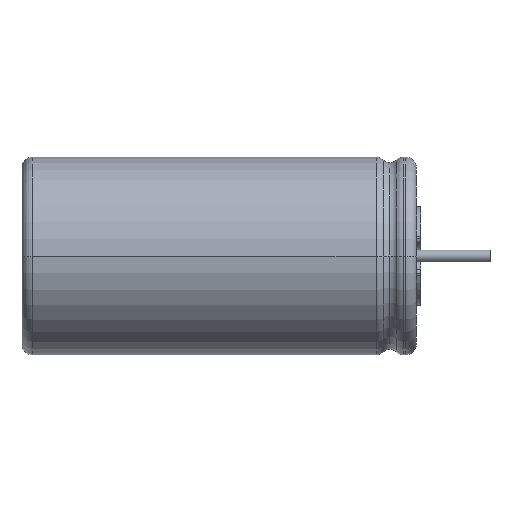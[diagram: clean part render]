
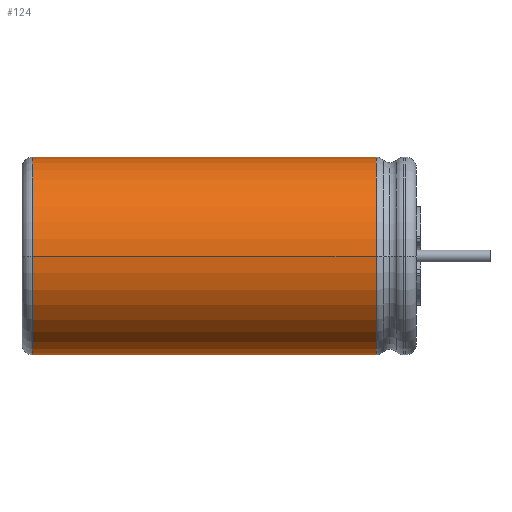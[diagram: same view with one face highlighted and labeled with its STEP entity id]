
A CAD part, left-side view. The second image highlights one B-rep face of the part: STEP entity #124.
In plain terms, the highlighted cylindrical face has radius 5.025 mm (diameter 10.051 mm), a partial arc.
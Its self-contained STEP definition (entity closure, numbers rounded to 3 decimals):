
#124 = ADVANCED_FACE ( 'NONE', ( #4225 ), #1020, .T. ) ;
#329 = LINE ( 'NONE', #2463, #3389 ) ;
#416 = VECTOR ( 'NONE', #4394, 1000. ) ;
#827 = CIRCLE ( 'NONE', #2132, 5.025 ) ;
#1020 = CYLINDRICAL_SURFACE ( 'NONE', #3546, 5.025 ) ;
#1055 = CIRCLE ( 'NONE', #4327, 5.025 ) ;
#1141 = ORIENTED_EDGE ( 'NONE', *, *, #3898, .F. ) ;
#1154 = VERTEX_POINT ( 'NONE', #2227 ) ;
#1234 = DIRECTION ( 'NONE',  ( 1., 0., 0. ) ) ;
#1262 = EDGE_CURVE ( 'NONE', #3522, #1306, #1055, .T. ) ;
#1306 = VERTEX_POINT ( 'NONE', #4516 ) ;
#1360 = CARTESIAN_POINT ( 'NONE',  ( 0., 2.52, -5.025 ) ) ;
#1369 = DIRECTION ( 'NONE',  ( 0., -1., 0. ) ) ;
#1600 = ORIENTED_EDGE ( 'NONE', *, *, #1262, .T. ) ;
#1762 = VERTEX_POINT ( 'NONE', #1360 ) ;
#1828 = CARTESIAN_POINT ( 'NONE',  ( 0., 12.922, 0. ) ) ;
#2087 = ORIENTED_EDGE ( 'NONE', *, *, #2940, .F. ) ;
#2132 = AXIS2_PLACEMENT_3D ( 'NONE', #4298, #1369, #4265 ) ;
#2201 = DIRECTION ( 'NONE',  ( 0., 1., 0. ) ) ;
#2227 = CARTESIAN_POINT ( 'NONE',  ( 0., 2.52, 5.025 ) ) ;
#2256 = CARTESIAN_POINT ( 'NONE',  ( 0., 20., 5.025 ) ) ;
#2303 = EDGE_LOOP ( 'NONE', ( #1600, #2087, #3931, #1141 ) ) ;
#2463 = CARTESIAN_POINT ( 'NONE',  ( 0., 12.922, -5.025 ) ) ;
#2690 = LINE ( 'NONE', #3302, #416 ) ;
#2872 = DIRECTION ( 'NONE',  ( 0., 1., 0. ) ) ;
#2940 = EDGE_CURVE ( 'NONE', #1762, #1306, #329, .T. ) ;
#3302 = CARTESIAN_POINT ( 'NONE',  ( 0., 12.922, 5.025 ) ) ;
#3349 = DIRECTION ( 'NONE',  ( 0., -1., 0. ) ) ;
#3389 = VECTOR ( 'NONE', #2872, 1000. ) ;
#3398 = CARTESIAN_POINT ( 'NONE',  ( 0., 20., 0. ) ) ;
#3522 = VERTEX_POINT ( 'NONE', #2256 ) ;
#3546 = AXIS2_PLACEMENT_3D ( 'NONE', #1828, #2201, #4259 ) ;
#3706 = EDGE_CURVE ( 'NONE', #1154, #1762, #827, .T. ) ;
#3898 = EDGE_CURVE ( 'NONE', #3522, #1154, #2690, .T. ) ;
#3931 = ORIENTED_EDGE ( 'NONE', *, *, #3706, .F. ) ;
#4225 = FACE_OUTER_BOUND ( 'NONE', #2303, .T. ) ;
#4259 = DIRECTION ( 'NONE',  ( 1., 0., 0. ) ) ;
#4265 = DIRECTION ( 'NONE',  ( 1., 0., 0. ) ) ;
#4298 = CARTESIAN_POINT ( 'NONE',  ( 0., 2.52, 0. ) ) ;
#4327 = AXIS2_PLACEMENT_3D ( 'NONE', #3398, #3349, #1234 ) ;
#4394 = DIRECTION ( 'NONE',  ( 0., -1., 0. ) ) ;
#4516 = CARTESIAN_POINT ( 'NONE',  ( 0., 20., -5.025 ) ) ;
